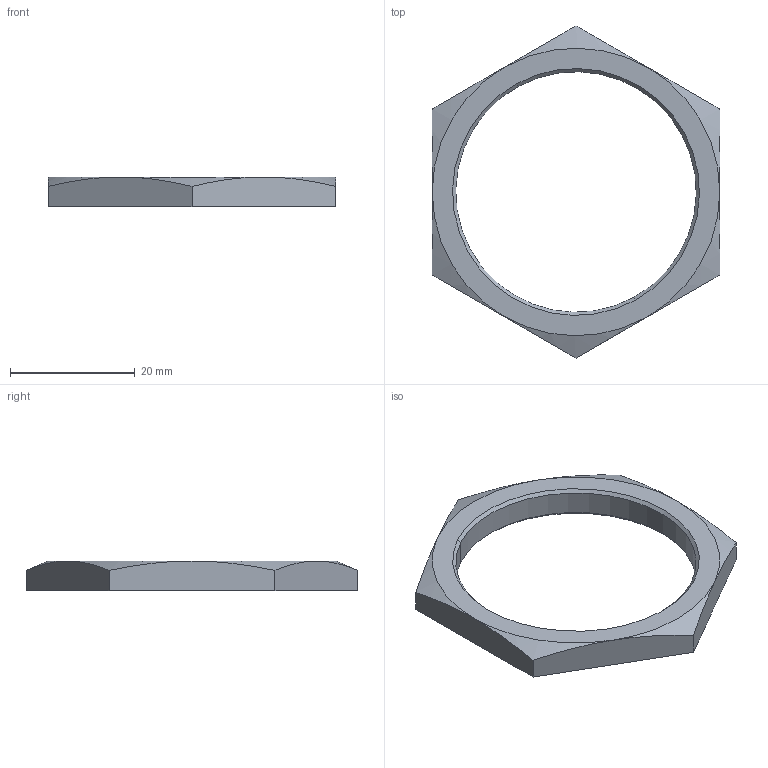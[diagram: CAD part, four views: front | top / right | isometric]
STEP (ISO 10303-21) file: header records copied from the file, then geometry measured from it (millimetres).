
FILE_DESCRIPTION(('CATIA V5 STEP Exchange','CAx-IF Rec.Pracs.--- Model Styling and Organization---1.4--- 2014-01-23'),'2;1');
FILE_NAME ('363773-1_0_1185720000_1185720000.stp','2021-02-03T05:50:27+00:00',('none'),('Weidmueller'),'CATIA Version 5-6 Release 2016 SP3 HF44','CATIA V5 STEP AP214','none');
FILE_SCHEMA(('AUTOMOTIVE_DESIGN { 1 0 10303 214 1 1 1 1 }'));
Length unit declared in the file: millimetre
Products named in the file (1): LOCKNUT_M40
Bounding box: 46 x 53.12 x 4.8 mm (x, y, z)
Volume: 3100.4 mm3; surface area: 2544.5 mm2
Topology: 1 solids, 1 shells, 22 faces, 50 edges, 30 vertices
Faces by surface type: cone 12, plane 8, cylinder 2
Entity records: 688 total; most frequent: CARTESIAN_POINT 231, ORIENTED_EDGE 100, DIRECTION 64, EDGE_CURVE 50, AXIS2_PLACEMENT_3D 31, VERTEX_POINT 30, EDGE_LOOP 24, ADVANCED_FACE 22
